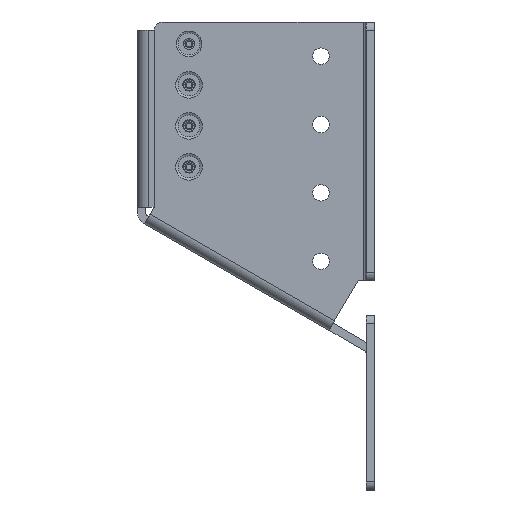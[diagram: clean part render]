
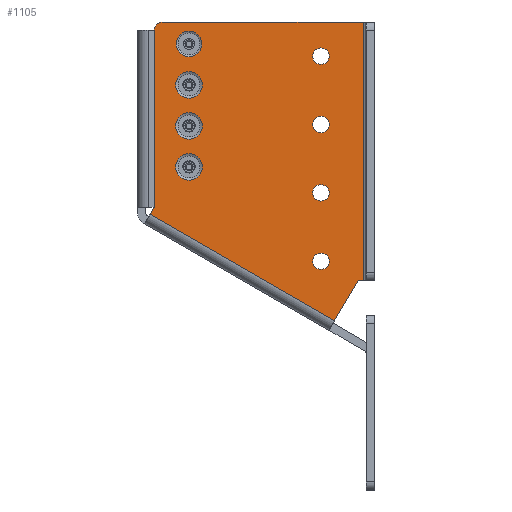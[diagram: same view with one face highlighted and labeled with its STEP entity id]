
A CAD part, left-side view. The second image highlights one B-rep face of the part: STEP entity #1105.
In plain terms, the highlighted planar face has unit normal (-1, 0, 0).
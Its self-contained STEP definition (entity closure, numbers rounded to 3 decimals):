
#93=LINE('',#5507,#444);
#94=LINE('',#5512,#445);
#95=LINE('',#5514,#446);
#96=LINE('',#5516,#447);
#97=LINE('',#5518,#448);
#98=LINE('',#5520,#449);
#99=LINE('',#5522,#450);
#444=VECTOR('',#4409,1.);
#445=VECTOR('',#4412,1.);
#446=VECTOR('',#4413,1.);
#447=VECTOR('',#4414,1.);
#448=VECTOR('',#4415,1.);
#449=VECTOR('',#4416,1.);
#450=VECTOR('',#4417,1.);
#919=FACE_BOUND('',#1568,.T.);
#920=FACE_BOUND('',#1569,.T.);
#921=FACE_BOUND('',#1570,.T.);
#922=FACE_BOUND('',#1571,.T.);
#923=FACE_BOUND('',#1572,.T.);
#924=FACE_BOUND('',#1573,.T.);
#925=FACE_BOUND('',#1574,.T.);
#926=FACE_BOUND('',#1575,.T.);
#927=FACE_BOUND('',#1576,.T.);
#1105=ADVANCED_FACE('',(#919,#920,#921,#922,#923,#924,#925,#926,#927),#1300,
 .T.);
#1300=PLANE('',#3995);
#1568=EDGE_LOOP('',(#1904));
#1569=EDGE_LOOP('',(#1905));
#1570=EDGE_LOOP('',(#1906));
#1571=EDGE_LOOP('',(#1907));
#1572=EDGE_LOOP('',(#1908));
#1573=EDGE_LOOP('',(#1909));
#1574=EDGE_LOOP('',(#1910));
#1575=EDGE_LOOP('',(#1911,#1912,#1913,#1914,#1915,#1916,#1917,#1918));
#1576=EDGE_LOOP('',(#1919));
#1904=ORIENTED_EDGE('',*,*,#3300,.F.);
#1905=ORIENTED_EDGE('',*,*,#3301,.T.);
#1906=ORIENTED_EDGE('',*,*,#3302,.F.);
#1907=ORIENTED_EDGE('',*,*,#3303,.T.);
#1908=ORIENTED_EDGE('',*,*,#3304,.T.);
#1909=ORIENTED_EDGE('',*,*,#3305,.T.);
#1910=ORIENTED_EDGE('',*,*,#3306,.T.);
#1911=ORIENTED_EDGE('',*,*,#3307,.T.);
#1912=ORIENTED_EDGE('',*,*,#3308,.T.);
#1913=ORIENTED_EDGE('',*,*,#3309,.T.);
#1914=ORIENTED_EDGE('',*,*,#3310,.T.);
#1915=ORIENTED_EDGE('',*,*,#3311,.T.);
#1916=ORIENTED_EDGE('',*,*,#3312,.T.);
#1917=ORIENTED_EDGE('',*,*,#3313,.F.);
#1918=ORIENTED_EDGE('',*,*,#3314,.T.);
#1919=ORIENTED_EDGE('',*,*,#3315,.T.);
#2928=VERTEX_POINT('',#5493);
#2929=VERTEX_POINT('',#5496);
#2930=VERTEX_POINT('',#5498);
#2931=VERTEX_POINT('',#5500);
#2932=VERTEX_POINT('',#5502);
#2933=VERTEX_POINT('',#5504);
#2934=VERTEX_POINT('',#5506);
#2935=VERTEX_POINT('',#5508);
#2936=VERTEX_POINT('',#5509);
#2937=VERTEX_POINT('',#5511);
#2938=VERTEX_POINT('',#5513);
#2939=VERTEX_POINT('',#5515);
#2940=VERTEX_POINT('',#5517);
#2941=VERTEX_POINT('',#5519);
#2942=VERTEX_POINT('',#5521);
#2943=VERTEX_POINT('',#5524);
#3300=EDGE_CURVE('',#2928,#2928,#3811,.T.);
#3301=EDGE_CURVE('',#2929,#2929,#3812,.T.);
#3302=EDGE_CURVE('',#2930,#2930,#3813,.T.);
#3303=EDGE_CURVE('',#2931,#2931,#3814,.T.);
#3304=EDGE_CURVE('',#2932,#2932,#3815,.T.);
#3305=EDGE_CURVE('',#2933,#2933,#3816,.T.);
#3306=EDGE_CURVE('',#2934,#2934,#3817,.T.);
#3307=EDGE_CURVE('',#2935,#2936,#93,.T.);
#3308=EDGE_CURVE('',#2936,#2937,#3818,.T.);
#3309=EDGE_CURVE('',#2937,#2938,#94,.T.);
#3310=EDGE_CURVE('',#2938,#2939,#95,.T.);
#3311=EDGE_CURVE('',#2939,#2940,#96,.T.);
#3312=EDGE_CURVE('',#2940,#2941,#97,.T.);
#3313=EDGE_CURVE('',#2942,#2941,#98,.T.);
#3314=EDGE_CURVE('',#2942,#2935,#99,.T.);
#3315=EDGE_CURVE('',#2943,#2943,#3819,.T.);
#3811=CIRCLE('',#3985,3.);
#3812=CIRCLE('',#3987,3.);
#3813=CIRCLE('',#3988,3.);
#3814=CIRCLE('',#3989,4.648);
#3815=CIRCLE('',#3990,4.848);
#3816=CIRCLE('',#3991,4.848);
#3817=CIRCLE('',#3992,4.848);
#3818=CIRCLE('',#3993,3.);
#3819=CIRCLE('',#3994,3.);
#3985=AXIS2_PLACEMENT_3D('',#5492,#4393,#4394);
#3987=AXIS2_PLACEMENT_3D('',#5495,#4397,#4398);
#3988=AXIS2_PLACEMENT_3D('',#5497,#4399,#4400);
#3989=AXIS2_PLACEMENT_3D('',#5499,#4401,#4402);
#3990=AXIS2_PLACEMENT_3D('',#5501,#4403,#4404);
#3991=AXIS2_PLACEMENT_3D('',#5503,#4405,#4406);
#3992=AXIS2_PLACEMENT_3D('',#5505,#4407,#4408);
#3993=AXIS2_PLACEMENT_3D('',#5510,#4410,#4411);
#3994=AXIS2_PLACEMENT_3D('',#5523,#4418,#4419);
#3995=AXIS2_PLACEMENT_3D('',#5525,#4420,#4421);
#4393=DIRECTION('',(-1.,0.,0.));
#4394=DIRECTION('',(0.,0.,1.));
#4397=DIRECTION('',(1.,0.,0.));
#4398=DIRECTION('',(0.,0.,1.));
#4399=DIRECTION('',(-1.,0.,0.));
#4400=DIRECTION('',(0.,0.,1.));
#4401=DIRECTION('',(1.,0.,0.));
#4402=DIRECTION('',(0.,0.,1.));
#4403=DIRECTION('',(1.,0.,0.));
#4404=DIRECTION('',(0.,0.,1.));
#4405=DIRECTION('',(1.,0.,0.));
#4406=DIRECTION('',(0.,0.,1.));
#4407=DIRECTION('',(1.,0.,0.));
#4408=DIRECTION('',(0.,0.,1.));
#4409=DIRECTION('',(0.,1.,0.));
#4410=DIRECTION('',(-1.,0.,0.));
#4411=DIRECTION('',(0.,0.,1.));
#4412=DIRECTION('',(0.,0.,-1.));
#4413=DIRECTION('',(0.,0.5,-0.866));
#4414=DIRECTION('',(0.,-0.866,-0.5));
#4415=DIRECTION('',(0.,-0.51,0.86));
#4416=DIRECTION('',(0.,1.,0.));
#4417=DIRECTION('',(0.,0.,1.));
#4418=DIRECTION('',(1.,0.,0.));
#4419=DIRECTION('',(0.,0.,1.));
#4420=DIRECTION('',(-1.,0.,0.));
#4421=DIRECTION('',(0.,0.,1.));
#5492=CARTESIAN_POINT('',(898.351,-2728.307,3314.457));
#5493=CARTESIAN_POINT('',(898.351,-2728.307,3317.457));
#5495=CARTESIAN_POINT('',(898.351,-2728.307,3264.457));
#5496=CARTESIAN_POINT('',(898.351,-2728.307,3267.457));
#5497=CARTESIAN_POINT('',(898.351,-2728.307,3239.457));
#5498=CARTESIAN_POINT('',(898.351,-2728.307,3242.457));
#5499=CARTESIAN_POINT('',(898.351,-2680.057,3318.957));
#5500=CARTESIAN_POINT('',(898.351,-2680.057,3323.605));
#5501=CARTESIAN_POINT('',(898.351,-2680.057,3303.957));
#5502=CARTESIAN_POINT('',(898.351,-2680.057,3308.805));
#5503=CARTESIAN_POINT('',(898.351,-2680.057,3288.957));
#5504=CARTESIAN_POINT('',(898.351,-2680.057,3293.805));
#5505=CARTESIAN_POINT('',(898.351,-2680.057,3273.957));
#5506=CARTESIAN_POINT('',(898.351,-2680.057,3278.805));
#5507=CARTESIAN_POINT('',(898.351,-2761.307,3326.957));
#5508=CARTESIAN_POINT('',(898.351,-2743.807,3326.957));
#5509=CARTESIAN_POINT('',(898.351,-2670.307,3326.957));
#5510=CARTESIAN_POINT('',(898.351,-2670.307,3323.957));
#5511=CARTESIAN_POINT('',(898.351,-2667.307,3323.957));
#5512=CARTESIAN_POINT('',(898.351,-2667.307,3328.957));
#5513=CARTESIAN_POINT('',(898.351,-2667.307,3259.189));
#5514=CARTESIAN_POINT('',(898.351,-2739.307,3383.897));
#5515=CARTESIAN_POINT('',(898.351,-2665.807,3256.591));
#5516=CARTESIAN_POINT('',(898.351,-2741.209,3213.058));
#5517=CARTESIAN_POINT('',(898.351,-2733.23,3217.664));
#5518=CARTESIAN_POINT('',(898.351,-2704.27,3168.798));
#5519=CARTESIAN_POINT('',(898.351,-2741.942,3232.366));
#5520=CARTESIAN_POINT('',(898.351,-2747.807,3232.366));
#5521=CARTESIAN_POINT('',(898.351,-2743.807,3232.366));
#5522=CARTESIAN_POINT('',(898.351,-2743.807,0.));
#5523=CARTESIAN_POINT('',(898.351,-2728.307,3289.457));
#5524=CARTESIAN_POINT('',(898.351,-2728.307,3292.457));
#5525=CARTESIAN_POINT('',(898.351,0.,0.));
